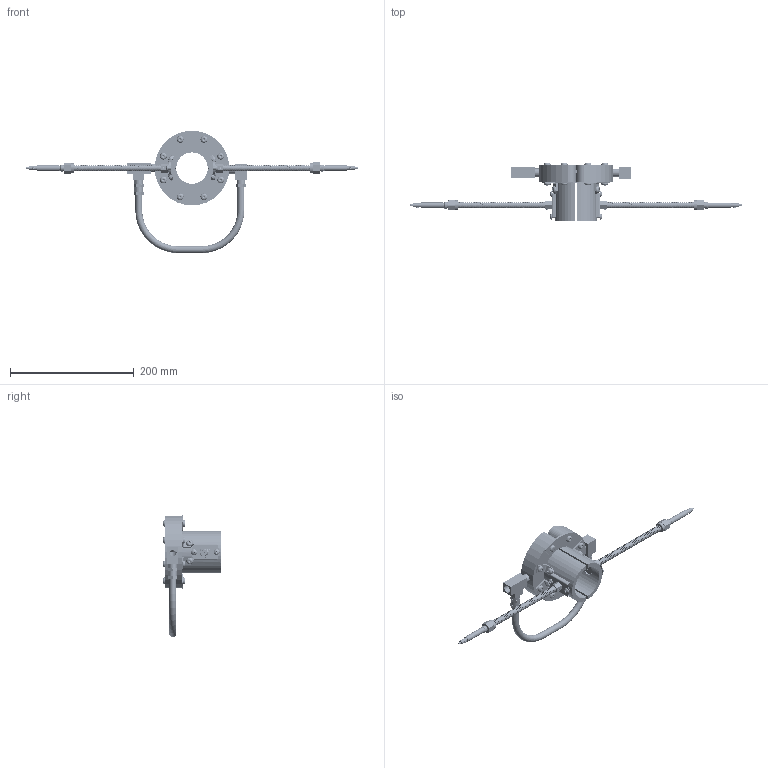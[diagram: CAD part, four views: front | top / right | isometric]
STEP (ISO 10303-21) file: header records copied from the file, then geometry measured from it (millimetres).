
FILE_DESCRIPTION(/* description */ ('ION AIR WIPE COLLAR'),/* implementation_level */ '2;1');
FILE_NAME(/* name */ 'DIM-8162.stp',/* time_stamp */ '2016-02-11T09:19:49-05:00',/* author */ ('dave woerner'),/* organization */ (''),/* preprocessor_version */ 'ST-DEVELOPER v15.2',/* originating_system */ 'Autodesk Inventor 2014',/* authorisation */ '');
FILE_SCHEMA (('AUTOMOTIVE_DESIGN { 1 0 10303 214 3 1 1 }'));
Length unit declared in the file: inch
Products named in the file (35): 901578; ANSI B18.3 - 1_4-20 UNC - UNC - 0.625(1); ANSI B18.3 - 1_4-20 UNC - UNC - 0.375(1); 900701; Brass Tee; Brass nipple; Brass elbow; bolt head; 2402-body; 2402-hose; 2402-top bracket; 2402-bottom bracket; ANSI B18.3 - 1_4-20 UNC - UNC - 0.375; 2402; 901437; 901505; 901467; 901466; 901468; 901592; 901565; 901515; 901587; 901623; 901593; 901600; Unbrako - No. 4 x 0.19 - 40(7); Unbrako - No. 6 x 0.19 - 32(7); Unbrako - No. 8 x 0.19 - 32(7); dim-901581; 901537; ANSI B18.6.3 - 10-24 UNC - 0.375(5); ANSI B18.6.3 - 10-24 UNC - 0.4375(5); 901188-5; DIM-8162
Bounding box: 536.51 x 93.85 x 197.44 mm (x, y, z)
Volume: 371774.4 mm3; surface area: 183277.6 mm2
Topology: 72 solids, 72 shells, 1280 faces, 3016 edges, 1951 vertices
Faces by surface type: plane 655, cylinder 289, cone 238, torus 62, bspline 32, sphere 4
Full cylindrical faces by diameter (mm): 1.524 x4, 2.07 x2, 2.261 x6, 2.54 x2, 2.794 x2, 2.845 x4, 3.2 x2, 3.264 x2, 3.485 x2, 3.505 x2, 4.166 x2, 4.762 x2, 4.801 x4, 4.826 x8, 4.978 x2, 5.055 x2, 5.08 x2, 5.105 x4, 5.182 x2, 5.556 x4, 6.35 x36, 7.112 x5, 7.57 x2, 7.849 x2, 7.938 x6, 8 x4, 8.128 x4, 9.144 x2, 9.271 x2, 9.334 x2
Entity records: 33898 total; most frequent: CARTESIAN_POINT 20519, DIRECTION 2787, ORIENTED_EDGE 2254, AXIS2_PLACEMENT_3D 1188, EDGE_CURVE 1127, EDGE_LOOP 865, VERTEX_POINT 814, ADVANCED_FACE 573
